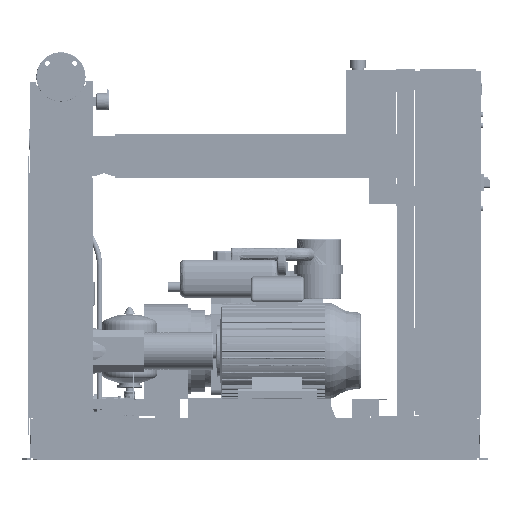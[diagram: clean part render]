
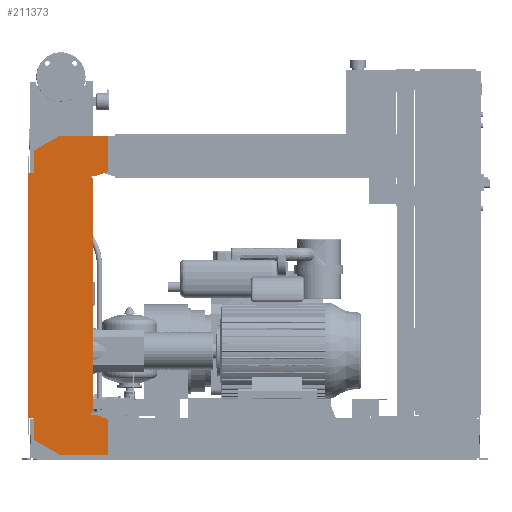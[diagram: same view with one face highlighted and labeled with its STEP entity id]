
A CAD part, front view. The second image highlights one B-rep face of the part: STEP entity #211373.
In plain terms, the highlighted free-form (B-spline) face has degree [1, 1] with [2, 2] control points.
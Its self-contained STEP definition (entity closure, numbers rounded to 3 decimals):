
#210858=CARTESIAN_POINT('',(-102.0,-565.5,1076.0));
#210859=VERTEX_POINT('',#210858);
#210866=CARTESIAN_POINT('',(-102.0,-565.5,1158.574));
#210867=VERTEX_POINT('',#210866);
#210868=CARTESIAN_POINT('',(-102.0,-565.5,1076.0));
#210869=DIRECTION('',(0.0,0.0,1.0));
#210870=VECTOR('',#210869,82.574);
#210871=LINE('',#210868,#210870);
#210872=EDGE_CURVE('',#210859,#210867,#210871,.T.);
#210890=CARTESIAN_POINT('',(-6.,-565.5,1214.0));
#210891=VERTEX_POINT('',#210890);
#210892=CARTESIAN_POINT('',(-102.0,-565.5,1158.574));
#210893=DIRECTION('',(0.866,0.0,0.5));
#210894=VECTOR('',#210893,110.851);
#210895=LINE('',#210892,#210894);
#210896=EDGE_CURVE('',#210867,#210891,#210895,.T.);
#210914=CARTESIAN_POINT('',(177.0,-565.5,1214.0));
#210915=VERTEX_POINT('',#210914);
#210916=CARTESIAN_POINT('',(-6.,-565.5,1214.0));
#210917=DIRECTION('',(1.0,0.0,0.0));
#210918=VECTOR('',#210917,183.0);
#210919=LINE('',#210916,#210918);
#210920=EDGE_CURVE('',#210891,#210915,#210919,.T.);
#210938=CARTESIAN_POINT('',(177.0,-565.5,1080.379));
#210939=VERTEX_POINT('',#210938);
#210940=CARTESIAN_POINT('',(177.0,-565.5,1214.0));
#210941=DIRECTION('',(0.0,0.0,-1.0));
#210942=VECTOR('',#210941,133.621);
#210943=LINE('',#210940,#210942);
#210944=EDGE_CURVE('',#210915,#210939,#210943,.T.);
#210962=CARTESIAN_POINT('',(132.,-565.5,1064.0));
#210963=VERTEX_POINT('',#210962);
#210964=CARTESIAN_POINT('',(177.0,-565.5,1080.379));
#210965=DIRECTION('',(-0.94,0.0,-0.342));
#210966=VECTOR('',#210965,47.888);
#210967=LINE('',#210964,#210966);
#210968=EDGE_CURVE('',#210939,#210963,#210967,.T.);
#210986=CARTESIAN_POINT('',(112.0,-565.5,1064.0));
#210987=VERTEX_POINT('',#210986);
#210988=CARTESIAN_POINT('',(132.,-565.5,1064.0));
#210989=DIRECTION('',(-1.0,0.0,0.0));
#210990=VECTOR('',#210989,20.);
#210991=LINE('',#210988,#210990);
#210992=EDGE_CURVE('',#210963,#210987,#210991,.T.);
#211010=CARTESIAN_POINT('',(112.0,-565.5,1056.0));
#211011=VERTEX_POINT('',#211010);
#211012=CARTESIAN_POINT('',(112.0,-565.5,1064.0));
#211013=DIRECTION('',(0.0,0.0,-1.0));
#211014=VECTOR('',#211013,8.0);
#211015=LINE('',#211012,#211014);
#211016=EDGE_CURVE('',#210987,#211011,#211015,.T.);
#211034=CARTESIAN_POINT('',(120.,-565.5,1056.0));
#211035=VERTEX_POINT('',#211034);
#211036=CARTESIAN_POINT('',(112.0,-565.5,1056.0));
#211037=DIRECTION('',(1.0,0.0,0.0));
#211038=VECTOR('',#211037,8.);
#211039=LINE('',#211036,#211038);
#211040=EDGE_CURVE('',#211011,#211035,#211039,.T.);
#211058=CARTESIAN_POINT('',(120.,-565.5,176.));
#211059=VERTEX_POINT('',#211058);
#211070=CARTESIAN_POINT('',(120.,-565.5,1056.0));
#211071=DIRECTION('',(0.0,0.0,-1.0));
#211072=VECTOR('',#211071,880.);
#211073=LINE('',#211070,#211072);
#211074=EDGE_CURVE('',#211035,#211059,#211073,.T.);
#211088=CARTESIAN_POINT('',(112.,-565.5,176.));
#211089=VERTEX_POINT('',#211088);
#211090=CARTESIAN_POINT('',(120.,-565.5,176.));
#211091=DIRECTION('',(-1.0,0.0,0.0));
#211092=VECTOR('',#211091,8.);
#211093=LINE('',#211090,#211092);
#211094=EDGE_CURVE('',#211059,#211089,#211093,.T.);
#211112=CARTESIAN_POINT('',(112.,-565.5,168.));
#211113=VERTEX_POINT('',#211112);
#211114=CARTESIAN_POINT('',(112.,-565.5,176.));
#211115=DIRECTION('',(0.0,0.0,-1.0));
#211116=VECTOR('',#211115,8.0);
#211117=LINE('',#211114,#211116);
#211118=EDGE_CURVE('',#211089,#211113,#211117,.T.);
#211136=CARTESIAN_POINT('',(132.,-565.5,168.));
#211137=VERTEX_POINT('',#211136);
#211138=CARTESIAN_POINT('',(112.,-565.5,168.));
#211139=DIRECTION('',(1.0,0.0,0.0));
#211140=VECTOR('',#211139,20.0);
#211141=LINE('',#211138,#211140);
#211142=EDGE_CURVE('',#211113,#211137,#211141,.T.);
#211160=CARTESIAN_POINT('',(177.,-565.5,151.621));
#211161=VERTEX_POINT('',#211160);
#211162=CARTESIAN_POINT('',(132.,-565.5,168.));
#211163=DIRECTION('',(0.94,0.0,-0.342));
#211164=VECTOR('',#211163,47.888);
#211165=LINE('',#211162,#211164);
#211166=EDGE_CURVE('',#211137,#211161,#211165,.T.);
#211184=CARTESIAN_POINT('',(177.,-565.5,18.0));
#211185=VERTEX_POINT('',#211184);
#211186=CARTESIAN_POINT('',(177.,-565.5,151.621));
#211187=DIRECTION('',(0.0,0.0,-1.0));
#211188=VECTOR('',#211187,133.621);
#211189=LINE('',#211186,#211188);
#211190=EDGE_CURVE('',#211161,#211185,#211189,.T.);
#211208=CARTESIAN_POINT('',(-4.,-565.5,18.0));
#211209=VERTEX_POINT('',#211208);
#211210=CARTESIAN_POINT('',(177.,-565.5,18.0));
#211211=DIRECTION('',(-1.0,0.0,0.0));
#211212=VECTOR('',#211211,181.);
#211213=LINE('',#211210,#211212);
#211214=EDGE_CURVE('',#211185,#211209,#211213,.T.);
#211232=CARTESIAN_POINT('',(-102.,-565.5,74.58));
#211233=VERTEX_POINT('',#211232);
#211234=CARTESIAN_POINT('',(-4.,-565.5,18.0));
#211235=DIRECTION('',(-0.866,0.0,0.5));
#211236=VECTOR('',#211235,113.161);
#211237=LINE('',#211234,#211236);
#211238=EDGE_CURVE('',#211209,#211233,#211237,.T.);
#211256=CARTESIAN_POINT('',(-102.,-565.5,156.0));
#211257=VERTEX_POINT('',#211256);
#211258=CARTESIAN_POINT('',(-102.,-565.5,74.58));
#211259=DIRECTION('',(0.0,0.0,1.0));
#211260=VECTOR('',#211259,81.42);
#211261=LINE('',#211258,#211260);
#211262=EDGE_CURVE('',#211233,#211257,#211261,.T.);
#211280=CARTESIAN_POINT('',(-122.,-565.5,156.0));
#211281=VERTEX_POINT('',#211280);
#211282=CARTESIAN_POINT('',(-102.,-565.5,156.0));
#211283=DIRECTION('',(-1.0,0.0,0.0));
#211284=VECTOR('',#211283,20.0);
#211285=LINE('',#211282,#211284);
#211286=EDGE_CURVE('',#211257,#211281,#211285,.T.);
#211304=CARTESIAN_POINT('',(-122.0,-565.5,1076.0));
#211305=VERTEX_POINT('',#211304);
#211318=CARTESIAN_POINT('',(-122.,-565.5,156.0));
#211319=DIRECTION('',(0.0,0.0,1.0));
#211320=VECTOR('',#211319,920.0);
#211321=LINE('',#211318,#211320);
#211322=EDGE_CURVE('',#211281,#211305,#211321,.T.);
#211336=CARTESIAN_POINT('',(-122.0,-565.5,1076.0));
#211337=DIRECTION('',(1.0,0.0,0.0));
#211338=VECTOR('',#211337,20.0);
#211339=LINE('',#211336,#211338);
#211340=EDGE_CURVE('',#211305,#210859,#211339,.T.);
#211346=CARTESIAN_POINT('',(-122.,-565.5,18.0));
#211347=CARTESIAN_POINT('',(177.0,-565.5,18.0));
#211348=CARTESIAN_POINT('',(-122.,-565.5,1214.0));
#211349=CARTESIAN_POINT('',(177.0,-565.5,1214.0));
#211350=B_SPLINE_SURFACE_WITH_KNOTS('',1,1,((#211346,#211348),(#211347,#211349)),.UNSPECIFIED.,.F.,.F.,.U.,(2,2),(2,2),(0.0,299.),(0.0,1196.0),.UNSPECIFIED.);
#211351=ORIENTED_EDGE('',*,*,#211340,.F.);
#211352=ORIENTED_EDGE('',*,*,#211322,.F.);
#211353=ORIENTED_EDGE('',*,*,#211286,.F.);
#211354=ORIENTED_EDGE('',*,*,#211262,.F.);
#211355=ORIENTED_EDGE('',*,*,#211238,.F.);
#211356=ORIENTED_EDGE('',*,*,#211214,.F.);
#211357=ORIENTED_EDGE('',*,*,#211190,.F.);
#211358=ORIENTED_EDGE('',*,*,#211166,.F.);
#211359=ORIENTED_EDGE('',*,*,#211142,.F.);
#211360=ORIENTED_EDGE('',*,*,#211118,.F.);
#211361=ORIENTED_EDGE('',*,*,#211094,.F.);
#211362=ORIENTED_EDGE('',*,*,#211074,.F.);
#211363=ORIENTED_EDGE('',*,*,#211040,.F.);
#211364=ORIENTED_EDGE('',*,*,#211016,.F.);
#211365=ORIENTED_EDGE('',*,*,#210992,.F.);
#211366=ORIENTED_EDGE('',*,*,#210968,.F.);
#211367=ORIENTED_EDGE('',*,*,#210944,.F.);
#211368=ORIENTED_EDGE('',*,*,#210920,.F.);
#211369=ORIENTED_EDGE('',*,*,#210896,.F.);
#211370=ORIENTED_EDGE('',*,*,#210872,.F.);
#211371=EDGE_LOOP('',(#211351,#211352,#211353,#211354,#211355,#211356,#211357,#211358,#211359,#211360,#211361,#211362,#211363,#211364,#211365,#211366,#211367,#211368,#211369,#211370));
#211372=FACE_OUTER_BOUND('',#211371,.T.);
#211373=ADVANCED_FACE('',(#211372),#211350,.T.);
